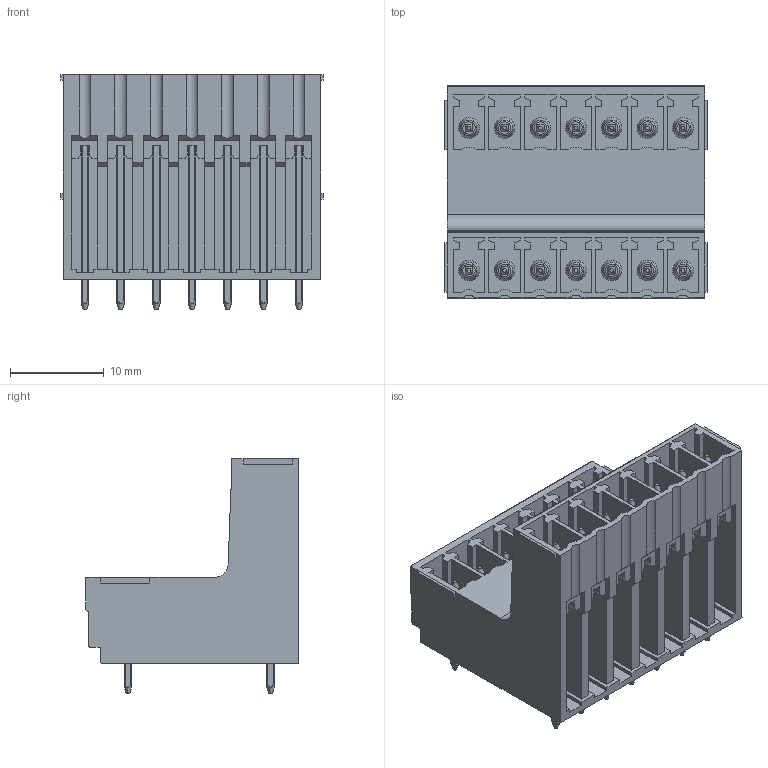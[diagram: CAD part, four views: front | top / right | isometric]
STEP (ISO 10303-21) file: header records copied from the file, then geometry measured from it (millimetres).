
FILE_DESCRIPTION(('CATIA V5 STEP Exchange','CAx-IF Rec.Pracs.--- Model Styling and Organization---1.2---2011-12-15'),'2;1');
FILE_NAME ('D1447335_0_1035530000_1035530000.stp','2018-10-13T11:19:45+00:00',('none'),('Weidmueller'),'CATIA Version 5-6 Release 2014','CATIA V5 STEP AP214','none');
FILE_SCHEMA(('AUTOMOTIVE_DESIGN { 1 0 10303 214 1 1 1 1 }'));
Length unit declared in the file: millimetre
Products named in the file (1): 1035530000
Bounding box: 28.06 x 22.7 x 25.1 mm (x, y, z)
Volume: 5750 mm3; surface area: 6546.2 mm2
Topology: 15 solids, 15 shells, 822 faces, 2275 edges, 1511 vertices
Faces by surface type: plane 542, cylinder 168, cone 84, torus 28
Entity records: 26760 total; most frequent: CARTESIAN_POINT 7901, ORIENTED_EDGE 4550, DIRECTION 2782, EDGE_CURVE 2275, VECTOR 1596, LINE 1596, VERTEX_POINT 1511, EDGE_LOOP 892
